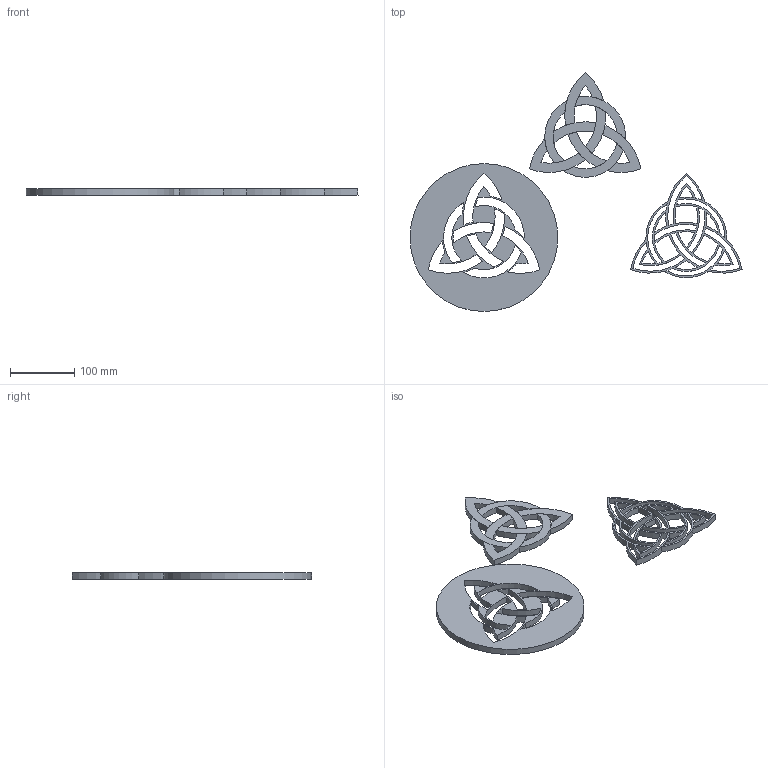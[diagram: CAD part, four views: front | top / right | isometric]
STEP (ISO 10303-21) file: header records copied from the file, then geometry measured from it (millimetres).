
FILE_DESCRIPTION( ( 'STEP AP214' ), '1' );
FILE_NAME( 'wisi.stp', ' ', ( ' ' ), ( ' ' ), 'PSStep 14.0', 'VISI 19.0', ' ' );
FILE_SCHEMA( ( 'AUTOMOTIVE_DESIGN { 1 0 10303 214 1 1 1 1 }' ) );
Length unit declared in the file: millimetre
Products named in the file (11): 1; 2; 3; 4; 5; 6; 7; 8; 9; 10; 11
Bounding box: 516.22 x 371.64 x 10 mm (x, y, z)
Volume: 472575.5 mm3; surface area: 173232.7 mm2
Topology: 11 solids, 11 shells, 191 faces, 507 edges, 338 vertices
Faces by surface type: cylinder 169, plane 22
Full cylindrical faces by diameter (mm): 230 x1
Entity records: 7891 total; most frequent: DIRECTION 1248, CARTESIAN_POINT 1046, ORIENTED_EDGE 1012, AXIS2_PLACEMENT_3D 540, EDGE_CURVE 506, VERTEX_POINT 338, CIRCLE 338, EDGE_LOOP 248
